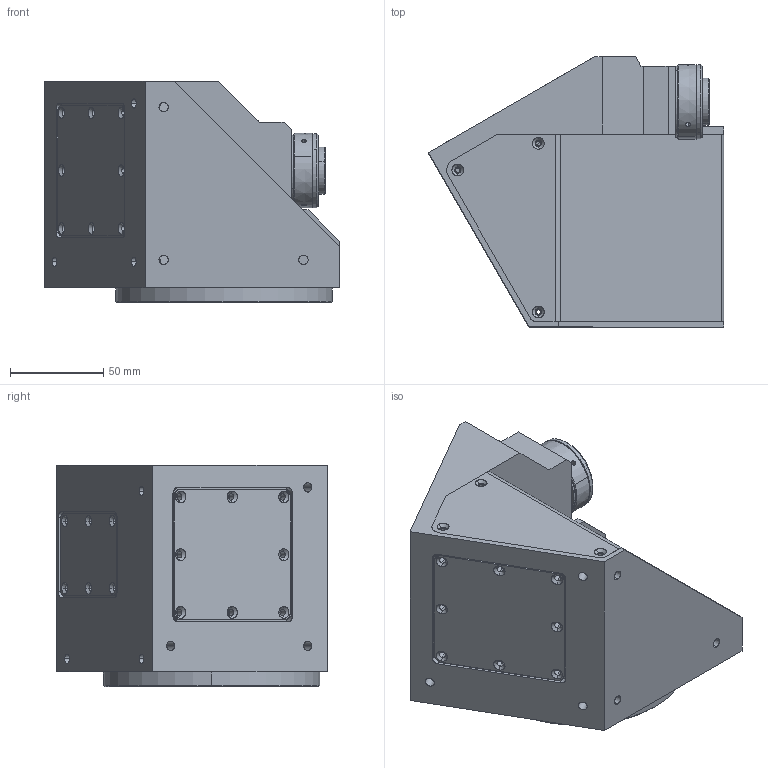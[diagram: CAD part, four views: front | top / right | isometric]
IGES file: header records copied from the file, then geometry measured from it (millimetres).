
Start section: SolidWorks IGES file using analytic representation for surfaces
Global section: file name: TCCR12080-C.IGS; native system: SolidWorks 2013; preprocessor: SolidWorks 2013; author: piermario; date: 150721.112245; units: millimetre
Bounding box: 158.41 x 145 x 118.9 mm (x, y, z)
Surface area: 111431.6 mm2 (no closed solid volume)
Topology: 0 solids, 0 shells, 255 faces, 4037 edges, 4036 vertices
Faces by surface type: revolution 180, bspline 75
